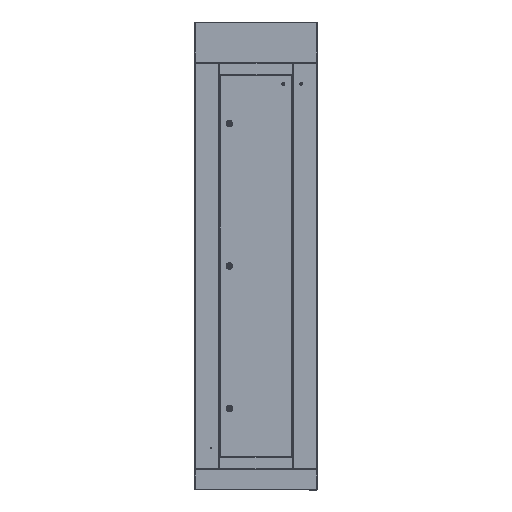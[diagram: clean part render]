
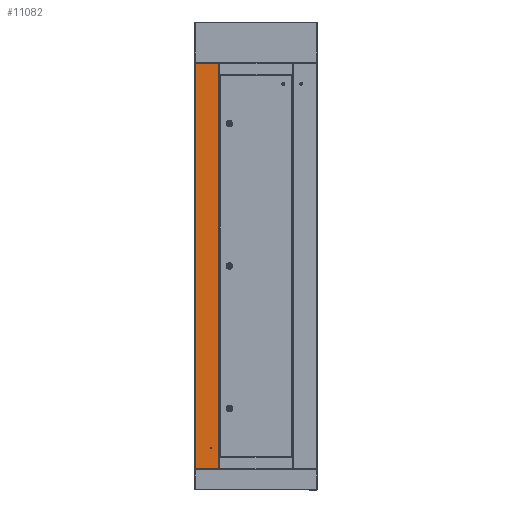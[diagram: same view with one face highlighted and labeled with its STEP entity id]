
A CAD part, top view. The second image highlights one B-rep face of the part: STEP entity #11082.
In plain terms, the highlighted face is planar.
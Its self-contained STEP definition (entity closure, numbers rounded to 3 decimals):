
#32 = VERTEX_POINT ( 'NONE', #10487 ) ;
#443 = EDGE_CURVE ( 'NONE', #29799, #1102, #11575, .T. ) ;
#1102 = VERTEX_POINT ( 'NONE', #17453 ) ;
#2562 = EDGE_CURVE ( 'NONE', #30710, #32, #4746, .T. ) ;
#4746 = LINE ( 'NONE', #31940, #21404 ) ;
#5514 = VECTOR ( 'NONE', #6817, 1000. ) ;
#6817 = DIRECTION ( 'NONE',  ( 1., 0., 0. ) ) ;
#7082 = AXIS2_PLACEMENT_3D ( 'NONE', #29237, #21877, #18933 ) ;
#7425 = DIRECTION ( 'NONE',  ( 0., -1., 0. ) ) ;
#8431 = EDGE_LOOP ( 'NONE', ( #30071, #11380, #29131, #10678 ) ) ;
#9159 = DIRECTION ( 'NONE',  ( 0., 1., 0. ) ) ;
#9936 = CARTESIAN_POINT ( 'NONE',  ( -1995., 117.5, -1.5 ) ) ;
#10487 = CARTESIAN_POINT ( 'NONE',  ( -1995., 2.5, -1.5 ) ) ;
#10678 = ORIENTED_EDGE ( 'NONE', *, *, #19920, .F. ) ;
#11082 = ADVANCED_FACE ( 'NONE', ( #26947 ), #28920, .F. ) ;
#11380 = ORIENTED_EDGE ( 'NONE', *, *, #18411, .F. ) ;
#11575 = LINE ( 'NONE', #11732, #5514 ) ;
#11732 = CARTESIAN_POINT ( 'NONE',  ( -1995., 117.5, -1.5 ) ) ;
#13514 = VECTOR ( 'NONE', #7425, 1000. ) ;
#14659 = VECTOR ( 'NONE', #9159, 1000. ) ;
#17453 = CARTESIAN_POINT ( 'NONE',  ( 0., 117.5, -1.5 ) ) ;
#18411 = EDGE_CURVE ( 'NONE', #29799, #32, #19886, .T. ) ;
#18933 = DIRECTION ( 'NONE',  ( 1., 0., 0. ) ) ;
#19657 = DIRECTION ( 'NONE',  ( -1., 0., 0. ) ) ;
#19886 = LINE ( 'NONE', #22335, #13514 ) ;
#19920 = EDGE_CURVE ( 'NONE', #30710, #1102, #31602, .T. ) ;
#21404 = VECTOR ( 'NONE', #19657, 1000. ) ;
#21451 = CARTESIAN_POINT ( 'NONE',  ( 0., 0., -1.5 ) ) ;
#21877 = DIRECTION ( 'NONE',  ( 0., 0., 1. ) ) ;
#22335 = CARTESIAN_POINT ( 'NONE',  ( -1995., 0., -1.5 ) ) ;
#23126 = CARTESIAN_POINT ( 'NONE',  ( 0., 2.5, -1.5 ) ) ;
#26947 = FACE_OUTER_BOUND ( 'NONE', #8431, .T. ) ;
#28920 = PLANE ( 'NONE',  #7082 ) ;
#29131 = ORIENTED_EDGE ( 'NONE', *, *, #443, .T. ) ;
#29237 = CARTESIAN_POINT ( 'NONE',  ( 0., 0., -1.5 ) ) ;
#29799 = VERTEX_POINT ( 'NONE', #9936 ) ;
#30071 = ORIENTED_EDGE ( 'NONE', *, *, #2562, .T. ) ;
#30710 = VERTEX_POINT ( 'NONE', #23126 ) ;
#31602 = LINE ( 'NONE', #21451, #14659 ) ;
#31940 = CARTESIAN_POINT ( 'NONE',  ( 0., 2.5, -1.5 ) ) ;
